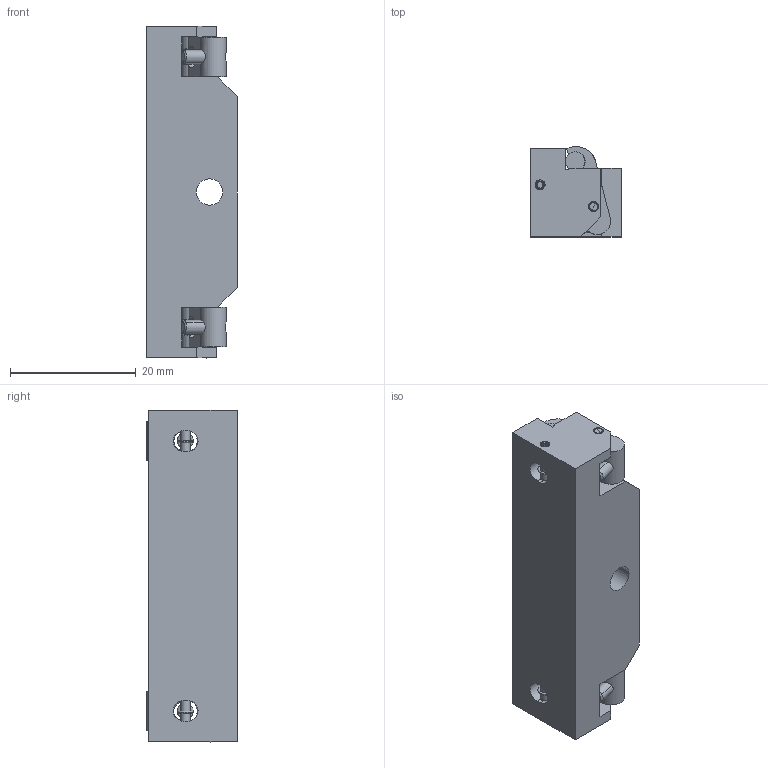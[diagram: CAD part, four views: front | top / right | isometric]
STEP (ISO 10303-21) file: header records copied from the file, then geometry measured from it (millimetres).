
FILE_DESCRIPTION((''),'2;1');
FILE_NAME('SFFH-A1_ASM','2025-04-21T15:33:46',('R&D'),(''),'CREO PARAMETRIC BY PTC INC, 2021063','CREO PARAMETRIC BY PTC INC, 2021063','');
FILE_SCHEMA(('CONFIG_CONTROL_DESIGN'));
Products named in the file (15): SFFH-A2; SFFH-A3; SFFH-A4; SFFH-A5; SFFH-A6; SFFH-A7; SFFH-A8; SFFH-A9; SFFH-B1; SFFH-B2; SFFH-B3; SFFH-B5; SFFH-B6; SFFH-B7; SFFH-A1_ASM
Assembly tree (15 placements, depth 2):
  SFFH-A1_ASM
    SFFH-A2
    SFFH-A3
    SFFH-A4  x2
    SFFH-A5
    SFFH-A6
    SFFH-A7
    SFFH-A8
    SFFH-A9
    SFFH-B1
    SFFH-B2
    SFFH-B3
    SFFH-B5
    SFFH-B6
    SFFH-B7
Bounding box: 14.48 x 14.38 x 52.83 mm (x, y, z)
Volume: 8038.1 mm3; surface area: 5178.4 mm2
Topology: 15 solids, 15 shells, 463 faces, 1244 edges, 786 vertices
Faces by surface type: cylinder 164, plane 143, bspline 90, cone 42, torus 16, sphere 8
Entity records: 60445 total; most frequent: CARTESIAN_POINT 51266, ORIENTED_EDGE 2016, DIRECTION 1604, EDGE_CURVE 1008, VERTEX_POINT 647, AXIS2_PLACEMENT_3D 580, VECTOR 444, LINE 444
